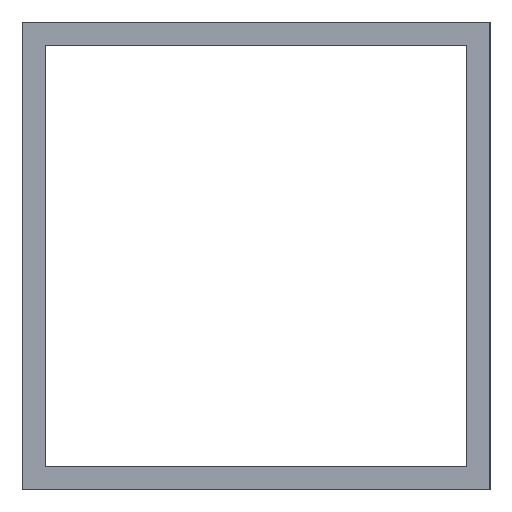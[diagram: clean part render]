
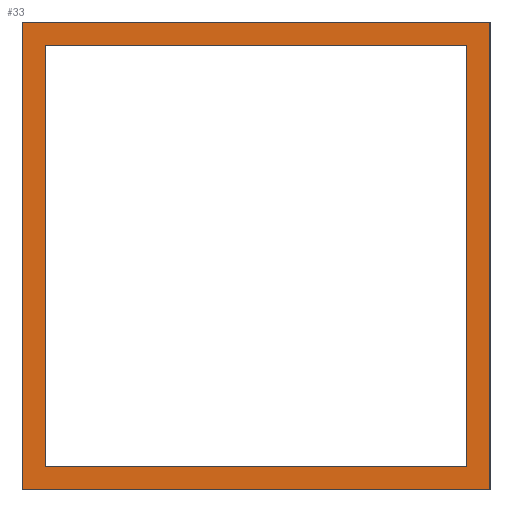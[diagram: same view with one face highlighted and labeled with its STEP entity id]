
A CAD part, left-side view. The second image highlights one B-rep face of the part: STEP entity #33.
In plain terms, the highlighted planar face has unit normal (-1, 0, 0).
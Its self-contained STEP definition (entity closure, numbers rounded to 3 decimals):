
#16 = CARTESIAN_POINT ( 'NONE',  ( -360., -18., 18. ) ) ;
#18 = EDGE_CURVE ( 'NONE', #124, #88, #155, .T. ) ;
#22 = EDGE_CURVE ( 'NONE', #364, #124, #357, .T. ) ;
#25 = ORIENTED_EDGE ( 'NONE', *, *, #60, .F. ) ;
#31 = DIRECTION ( 'NONE',  ( 0., 1., 0. ) ) ;
#33 = ADVANCED_FACE ( 'NONE', ( #215, #47 ), #363, .T. ) ;
#35 = LINE ( 'NONE', #147, #173 ) ;
#41 = EDGE_LOOP ( 'NONE', ( #229, #353, #303, #135 ) ) ;
#47 = FACE_BOUND ( 'NONE', #41, .T. ) ;
#57 = DIRECTION ( 'NONE',  ( 0., 0., 1. ) ) ;
#60 = EDGE_CURVE ( 'NONE', #78, #211, #35, .T. ) ;
#70 = CARTESIAN_POINT ( 'NONE',  ( -360., 20., -20. ) ) ;
#77 = ORIENTED_EDGE ( 'NONE', *, *, #247, .F. ) ;
#78 = VERTEX_POINT ( 'NONE', #141 ) ;
#88 = VERTEX_POINT ( 'NONE', #208 ) ;
#95 = CARTESIAN_POINT ( 'NONE',  ( -360., -18., -18. ) ) ;
#99 = DIRECTION ( 'NONE',  ( 0., 0., 1. ) ) ;
#101 = VECTOR ( 'NONE', #244, 1000. ) ;
#105 = DIRECTION ( 'NONE',  ( 0., 0., 1. ) ) ;
#108 = VERTEX_POINT ( 'NONE', #127 ) ;
#124 = VERTEX_POINT ( 'NONE', #95 ) ;
#127 = CARTESIAN_POINT ( 'NONE',  ( -360., 20., 20. ) ) ;
#135 = ORIENTED_EDGE ( 'NONE', *, *, #266, .T. ) ;
#141 = CARTESIAN_POINT ( 'NONE',  ( -360., -20., -20. ) ) ;
#147 = CARTESIAN_POINT ( 'NONE',  ( -360., 20., -20. ) ) ;
#151 = AXIS2_PLACEMENT_3D ( 'NONE', #330, #302, #99 ) ;
#154 = EDGE_CURVE ( 'NONE', #108, #242, #336, .T. ) ;
#155 = LINE ( 'NONE', #272, #101 ) ;
#157 = CARTESIAN_POINT ( 'NONE',  ( -360., -18., -18. ) ) ;
#166 = DIRECTION ( 'NONE',  ( 0., -1., 0. ) ) ;
#173 = VECTOR ( 'NONE', #31, 1000. ) ;
#177 = LINE ( 'NONE', #290, #349 ) ;
#180 = EDGE_CURVE ( 'NONE', #211, #108, #260, .T. ) ;
#182 = CARTESIAN_POINT ( 'NONE',  ( -360., 18., 18. ) ) ;
#189 = EDGE_LOOP ( 'NONE', ( #337, #276, #25, #77 ) ) ;
#190 = VECTOR ( 'NONE', #105, 1000. ) ;
#195 = VECTOR ( 'NONE', #166, 1000. ) ;
#208 = CARTESIAN_POINT ( 'NONE',  ( -360., 18., -18. ) ) ;
#211 = VERTEX_POINT ( 'NONE', #373 ) ;
#215 = FACE_OUTER_BOUND ( 'NONE', #189, .T. ) ;
#224 = CARTESIAN_POINT ( 'NONE',  ( -360., 20., 20. ) ) ;
#229 = ORIENTED_EDGE ( 'NONE', *, *, #22, .T. ) ;
#234 = DIRECTION ( 'NONE',  ( 0., 0., -1. ) ) ;
#242 = VERTEX_POINT ( 'NONE', #269 ) ;
#244 = DIRECTION ( 'NONE',  ( 0., 1., 0. ) ) ;
#247 = EDGE_CURVE ( 'NONE', #242, #78, #263, .T. ) ;
#260 = LINE ( 'NONE', #70, #190 ) ;
#263 = LINE ( 'NONE', #293, #328 ) ;
#266 = EDGE_CURVE ( 'NONE', #341, #364, #177, .T. ) ;
#269 = CARTESIAN_POINT ( 'NONE',  ( -360., -20., 20. ) ) ;
#272 = CARTESIAN_POINT ( 'NONE',  ( -360., 18., -18. ) ) ;
#274 = DIRECTION ( 'NONE',  ( 0., 0., -1. ) ) ;
#276 = ORIENTED_EDGE ( 'NONE', *, *, #180, .F. ) ;
#280 = EDGE_CURVE ( 'NONE', #88, #341, #321, .T. ) ;
#281 = VECTOR ( 'NONE', #57, 1000. ) ;
#290 = CARTESIAN_POINT ( 'NONE',  ( -360., 18., 18. ) ) ;
#293 = CARTESIAN_POINT ( 'NONE',  ( -360., -20., -20. ) ) ;
#302 = DIRECTION ( 'NONE',  ( -1., 0., 0. ) ) ;
#303 = ORIENTED_EDGE ( 'NONE', *, *, #280, .T. ) ;
#319 = CARTESIAN_POINT ( 'NONE',  ( -360., 18., -18. ) ) ;
#321 = LINE ( 'NONE', #319, #281 ) ;
#328 = VECTOR ( 'NONE', #234, 1000. ) ;
#330 = CARTESIAN_POINT ( 'NONE',  ( -360., -20., 20. ) ) ;
#336 = LINE ( 'NONE', #224, #195 ) ;
#337 = ORIENTED_EDGE ( 'NONE', *, *, #154, .F. ) ;
#341 = VERTEX_POINT ( 'NONE', #182 ) ;
#347 = DIRECTION ( 'NONE',  ( 0., -1., 0. ) ) ;
#349 = VECTOR ( 'NONE', #347, 1000. ) ;
#351 = VECTOR ( 'NONE', #274, 1000. ) ;
#353 = ORIENTED_EDGE ( 'NONE', *, *, #18, .T. ) ;
#357 = LINE ( 'NONE', #157, #351 ) ;
#363 = PLANE ( 'NONE',  #151 ) ;
#364 = VERTEX_POINT ( 'NONE', #16 ) ;
#373 = CARTESIAN_POINT ( 'NONE',  ( -360., 20., -20. ) ) ;
